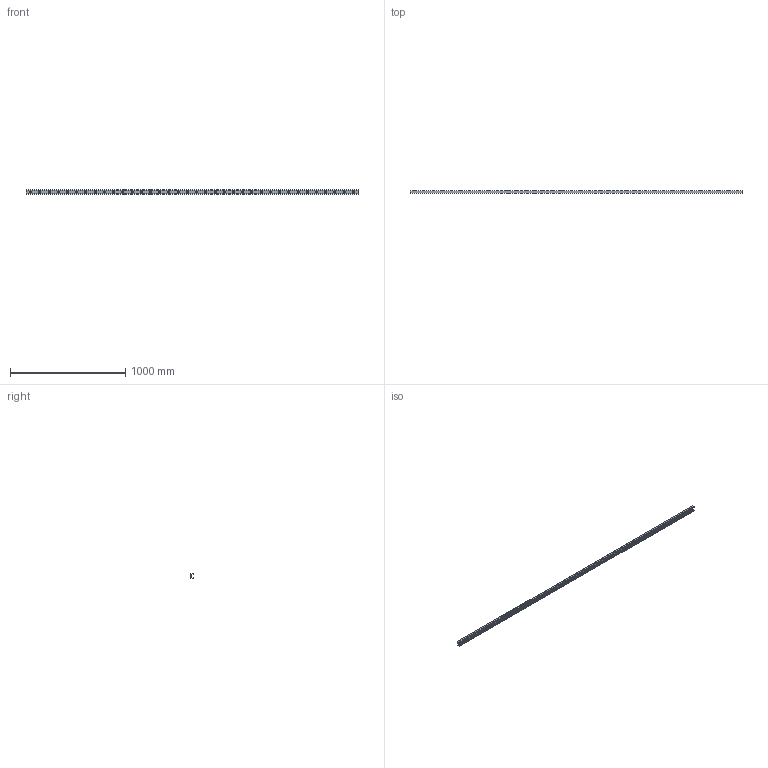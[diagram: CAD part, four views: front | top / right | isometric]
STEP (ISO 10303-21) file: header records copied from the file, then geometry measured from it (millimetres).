
FILE_DESCRIPTION((''),'2;1');
FILE_NAME('LCX 43-2880.C.stp','2016-04-28T09:39:12',('MRathmann'),(''),'Autodesk Inventor 2012','Autodesk Inventor 2012','');
FILE_SCHEMA(('CONFIG_CONTROL_DESIGN'));
Length unit declared in the file: millimetre
Products named in the file (1): LCX 43-2880.C
Bounding box: 2880 x 21 x 43 mm (x, y, z)
Volume: 972031.8 mm3; surface area: 461410.2 mm2
Topology: 1 solids, 1 shells, 136 faces, 330 edges, 232 vertices
Faces by surface type: cylinder 85, plane 51
Full cylindrical faces by diameter (mm): 10.5 x36, 18 x36
Entity records: 3598 total; most frequent: DIRECTION 666, CARTESIAN_POINT 555, ORIENTED_EDGE 444, EDGE_LOOP 316, AXIS2_PLACEMENT_3D 307, EDGE_CURVE 222, VERTEX_POINT 196, FACE_BOUND 180
